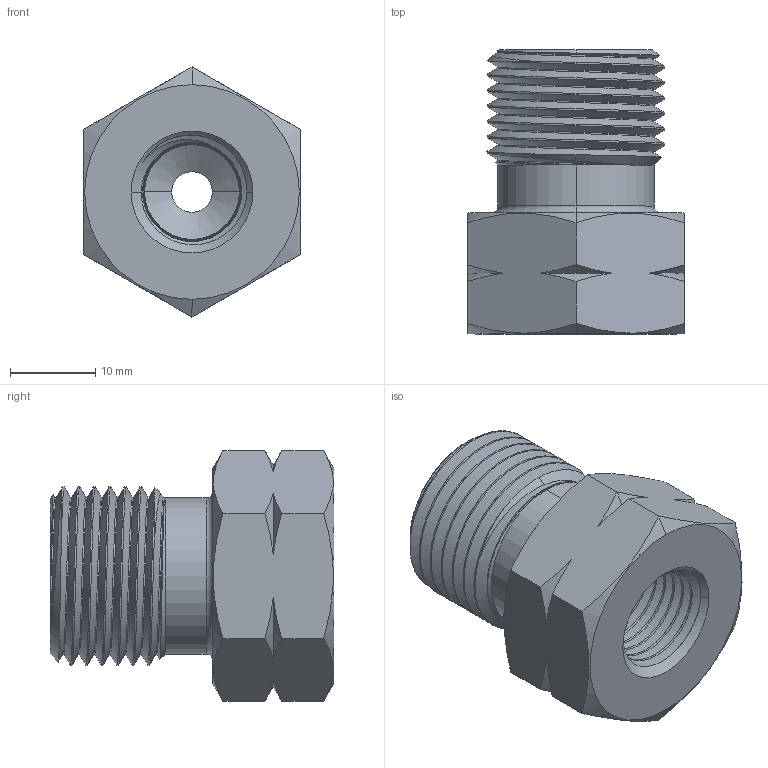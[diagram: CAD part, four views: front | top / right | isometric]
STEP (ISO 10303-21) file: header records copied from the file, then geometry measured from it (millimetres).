
FILE_DESCRIPTION (( 'STEP AP203' ), '1' );
FILE_NAME ('AD-350MCH-4FNPT.STEP', '2025-08-01T14:52:31', ( '' ), ( '' ), 'SwSTEP 2.0', 'SolidWorks 2018', '' );
FILE_SCHEMA (( 'CONFIG_CONTROL_DESIGN' ));
Length unit declared in the file: inch
Products named in the file (1): AD-350MCH-4FNPT
Bounding box: 25.4 x 33.27 x 29.33 mm (x, y, z)
Volume: 10156 mm3; surface area: 5296.6 mm2
Topology: 1 solids, 1 shells, 147 faces, 397 edges, 257 vertices
Faces by surface type: cone 45, cylinder 40, bspline 36, plane 22, torus 4
Entity records: 11108 total; most frequent: CARTESIAN_POINT 7869, ORIENTED_EDGE 794, DIRECTION 466, EDGE_CURVE 397, VERTEX_POINT 257, AXIS2_PLACEMENT_3D 163, EDGE_LOOP 154, B_SPLINE_CURVE_WITH_KNOTS 148
